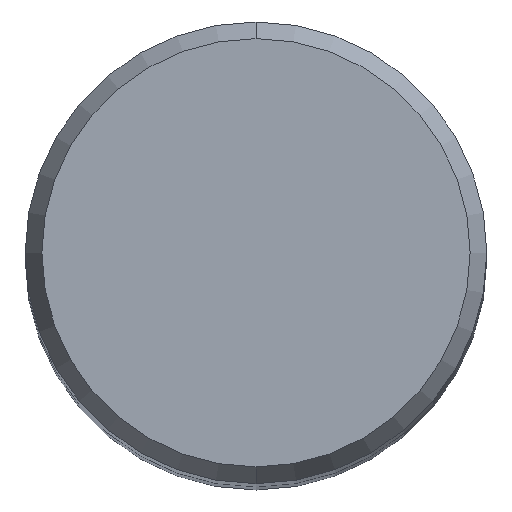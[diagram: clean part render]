
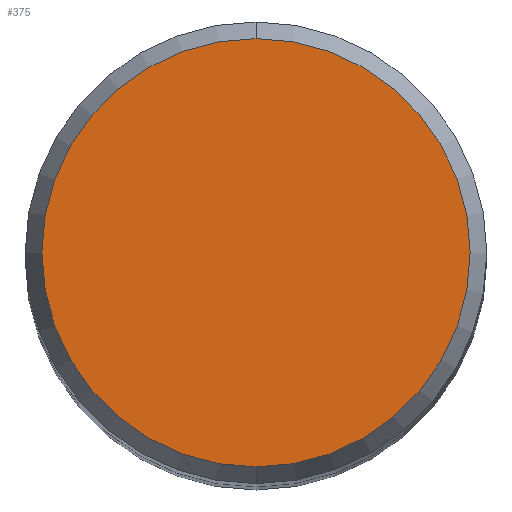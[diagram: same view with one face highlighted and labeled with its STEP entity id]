
A CAD part, top view. The second image highlights one B-rep face of the part: STEP entity #375.
In plain terms, the highlighted planar face has unit normal (0, 0, 1).
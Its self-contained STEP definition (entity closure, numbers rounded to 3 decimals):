
#173=EDGE_CURVE('',#315,#297,#443,.T.);
#251=EDGE_CURVE('',#297,#315,#528,.T.);
#297=VERTEX_POINT('',#578);
#315=VERTEX_POINT('',#597);
#375=ADVANCED_FACE('',(#663),#664,.T.);
#443=CIRCLE('',#745,8.837);
#528=CIRCLE('',#971,8.837);
#578=CARTESIAN_POINT('',(0.0,8.837,0.));
#597=CARTESIAN_POINT('',(0.,-8.837,0.));
#663=FACE_OUTER_BOUND('',#1339,.T.);
#664=PLANE('',#1340);
#745=AXIS2_PLACEMENT_3D('',#1442,#1443,#1444);
#971=AXIS2_PLACEMENT_3D('',#1537,#1538,#1539);
#1339=EDGE_LOOP('',(#1680,#1681));
#1340=AXIS2_PLACEMENT_3D('',#1682,#1683,#1684);
#1442=CARTESIAN_POINT('',(0.0,0.0,0.));
#1443=DIRECTION('',(0.0,0.0,-1.0));
#1444=DIRECTION('',(0.0,1.0,0.0));
#1537=CARTESIAN_POINT('',(0.0,0.0,0.));
#1538=DIRECTION('',(0.0,0.0,-1.0));
#1539=DIRECTION('',(0.0,1.0,0.0));
#1680=ORIENTED_EDGE('',*,*,#251,.F.);
#1681=ORIENTED_EDGE('',*,*,#173,.F.);
#1682=CARTESIAN_POINT('',(0.0,4.419,0.));
#1683=DIRECTION('',(-0.0,0.0,1.0));
#1684=DIRECTION('',(0.0,-1.0,0.0));
